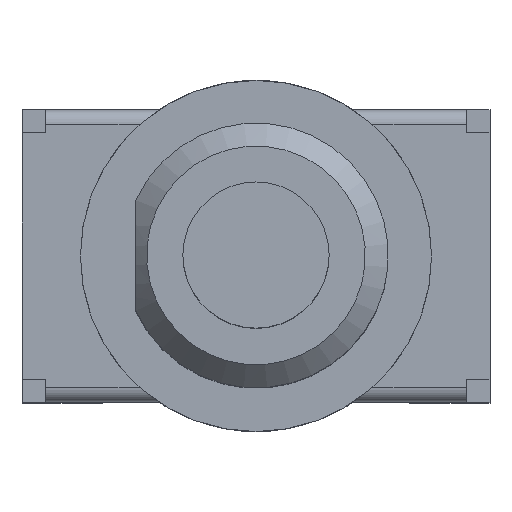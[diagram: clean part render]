
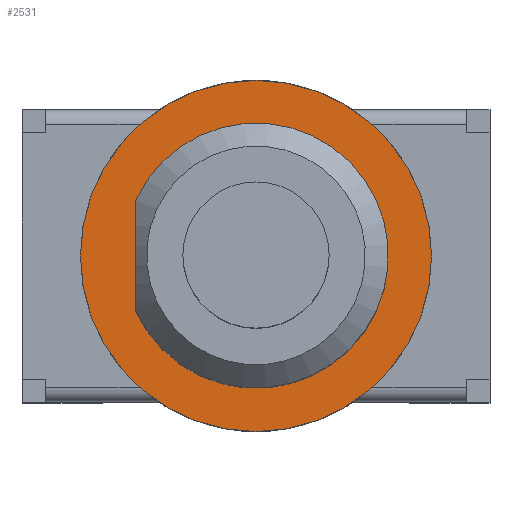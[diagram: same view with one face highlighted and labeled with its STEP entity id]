
A CAD part, top view. The second image highlights one B-rep face of the part: STEP entity #2531.
In plain terms, the highlighted planar face has unit normal (0, 0, 1).
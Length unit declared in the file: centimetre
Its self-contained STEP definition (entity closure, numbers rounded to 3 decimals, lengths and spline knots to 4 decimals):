
#77=FACE_BOUND('',#319,.T.);
#97=CIRCLE('',#2695,0.23);
#98=CIRCLE('',#2697,0.305);
#176=FACE_OUTER_BOUND('',#318,.T.);
#318=EDGE_LOOP('',(#1697));
#319=EDGE_LOOP('',(#1698,#1699));
#474=LINE('',#3582,#757);
#757=VECTOR('',#2918,1.);
#1040=VERTEX_POINT('',#3579);
#1041=VERTEX_POINT('',#3581);
#1042=VERTEX_POINT('',#3588);
#1292=EDGE_CURVE('',#1041,#1040,#474,.T.);
#1294=EDGE_CURVE('',#1040,#1041,#97,.T.);
#1295=EDGE_CURVE('',#1042,#1042,#98,.T.);
#1697=ORIENTED_EDGE('',*,*,#1295,.F.);
#1698=ORIENTED_EDGE('',*,*,#1292,.T.);
#1699=ORIENTED_EDGE('',*,*,#1294,.T.);
#2422=PLANE('',#2696);
#2531=ADVANCED_FACE('',(#176,#77),#2422,.F.);
#2695=AXIS2_PLACEMENT_3D('',#3586,#2924,#2925);
#2696=AXIS2_PLACEMENT_3D('',#3587,#2926,#2927);
#2697=AXIS2_PLACEMENT_3D('',#3589,#2928,#2929);
#2918=DIRECTION('',(0.,1.,0.));
#2924=DIRECTION('center_axis',(0.,0.,
-1.));
#2925=DIRECTION('ref_axis',(0.909,0.417,0.));
#2926=DIRECTION('center_axis',(0.,0.,
-1.));
#2927=DIRECTION('ref_axis',(1.,0.,0.));
#2928=DIRECTION('center_axis',(0.,0.,
-1.));
#2929=DIRECTION('ref_axis',(1.,0.,0.));
#3579=CARTESIAN_POINT('',(-0.209,0.096,0.784));
#3581=CARTESIAN_POINT('',(-0.209,-0.096,0.784));
#3582=CARTESIAN_POINT('',(-0.209,-0.048,0.784));
#3586=CARTESIAN_POINT('Origin',(0.,0.,
0.784));
#3587=CARTESIAN_POINT('Origin',(0.,0.,
0.784));
#3588=CARTESIAN_POINT('',(-0.305,0.,0.784));
#3589=CARTESIAN_POINT('Origin',(0.,0.,
0.784));
